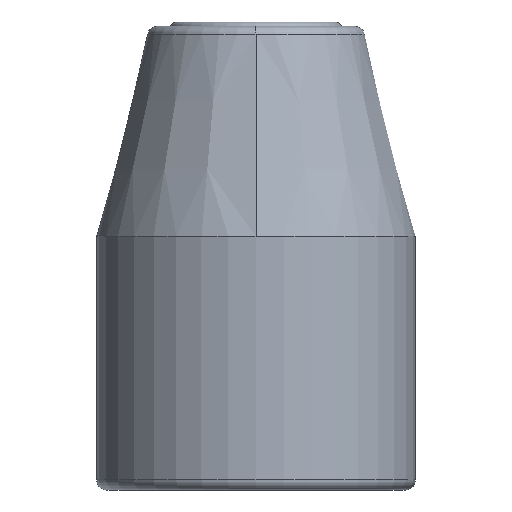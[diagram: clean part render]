
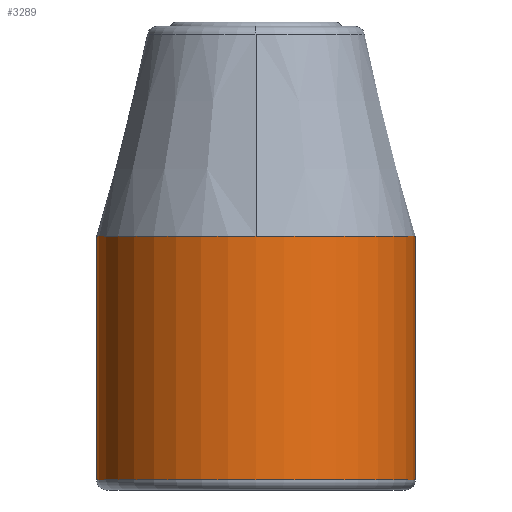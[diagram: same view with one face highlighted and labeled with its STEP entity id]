
A CAD part, left-side view. The second image highlights one B-rep face of the part: STEP entity #3289.
In plain terms, the highlighted cylindrical face has radius 11 mm (diameter 22 mm), a partial arc.
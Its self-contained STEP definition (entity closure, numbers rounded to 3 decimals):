
#2890=DIRECTION('',(0.,0.,1.));
#2891=VECTOR('',#2890,16.8);
#2892=CARTESIAN_POINT('',(-11.,0.,0.4));
#2893=LINE('',#2892,#2891);
#2913=CARTESIAN_POINT('',(0.,0.,17.2));
#2914=DIRECTION('',(0.,0.,1.));
#2915=DIRECTION('',(1.,0.,0.));
#2916=AXIS2_PLACEMENT_3D('',#2913,#2914,#2915);
#2921=CARTESIAN_POINT('',(0.,0.,17.2));
#2922=DIRECTION('',(0.,0.,1.));
#2923=DIRECTION('',(0.,1.,0.));
#2924=AXIS2_PLACEMENT_3D('',#2921,#2922,#2923);
#2929=CARTESIAN_POINT('',(0.,0.,0.4));
#2930=DIRECTION('',(0.,0.,-1.));
#2931=DIRECTION('',(-1.,0.,0.));
#2932=AXIS2_PLACEMENT_3D('',#2929,#2930,#2931);
#2937=DIRECTION('',(0.,0.,1.));
#2938=VECTOR('',#2937,16.8);
#2939=CARTESIAN_POINT('',(11.,0.,0.4));
#2940=LINE('',#2939,#2938);
#3078=CARTESIAN_POINT('',(-11.,0.,0.4));
#3079=CARTESIAN_POINT('',(11.,0.,0.4));
#3080=VERTEX_POINT('',#3078);
#3081=VERTEX_POINT('',#3079);
#3086=CARTESIAN_POINT('',(11.,0.,17.2));
#3087=CARTESIAN_POINT('',(0.,11.,17.2));
#3088=VERTEX_POINT('',#3086);
#3089=VERTEX_POINT('',#3087);
#3090=CARTESIAN_POINT('',(-11.,0.,17.2));
#3091=VERTEX_POINT('',#3090);
#3274=CARTESIAN_POINT('',(0.,0.,-0.3));
#3275=DIRECTION('',(0.,0.,1.));
#3276=DIRECTION('',(1.,0.,0.));
#3277=AXIS2_PLACEMENT_3D('',#3274,#3275,#3276);
#3278=CYLINDRICAL_SURFACE('',#3277,11.);
#3280=ORIENTED_EDGE('',*,*,#3279,.T.);
#3282=ORIENTED_EDGE('',*,*,#3281,.T.);
#3283=ORIENTED_EDGE('',*,*,#3261,.F.);
#3285=ORIENTED_EDGE('',*,*,#3284,.T.);
#3286=ORIENTED_EDGE('',*,*,#3257,.T.);
#3287=EDGE_LOOP('',(#3280,#3282,#3283,#3285,#3286));
#3288=FACE_OUTER_BOUND('',#3287,.F.);
#3289=ADVANCED_FACE('',(#3288),#3278,.T.);
#2917=CIRCLE('',#2916,11.);
#2925=CIRCLE('',#2924,11.);
#2933=CIRCLE('',#2932,11.);
#3257=EDGE_CURVE('',#3081,#3088,#2940,.T.);
#3261=EDGE_CURVE('',#3080,#3091,#2893,.T.);
#3279=EDGE_CURVE('',#3088,#3089,#2917,.T.);
#3281=EDGE_CURVE('',#3089,#3091,#2925,.T.);
#3284=EDGE_CURVE('',#3080,#3081,#2933,.T.);
